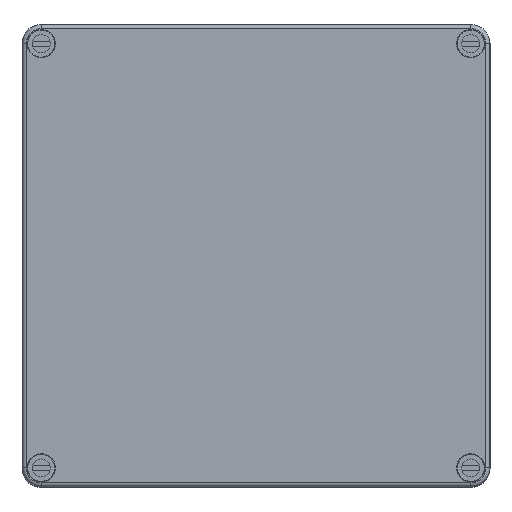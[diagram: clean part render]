
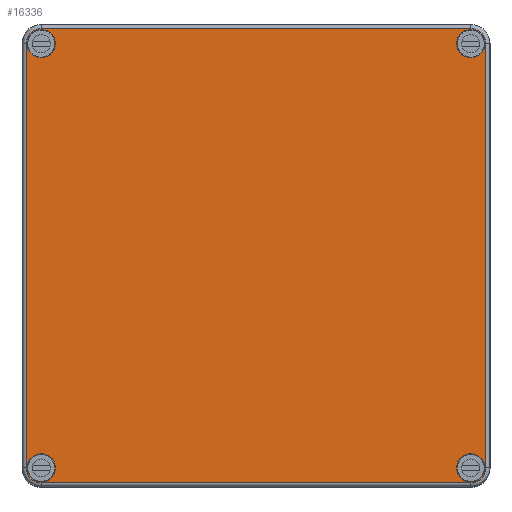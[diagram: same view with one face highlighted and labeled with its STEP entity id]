
A CAD part, top view. The second image highlights one B-rep face of the part: STEP entity #16336.
In plain terms, the highlighted planar face has unit normal (0, 0, 1).
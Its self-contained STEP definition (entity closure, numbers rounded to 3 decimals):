
#390 = AXIS2_PLACEMENT_3D ( 'NONE', #4293, #16615, #6041 ) ;
#526 = DIRECTION ( 'NONE',  ( -1., 0., 0. ) ) ;
#700 = VERTEX_POINT ( 'NONE', #20408 ) ;
#1108 = DIRECTION ( 'NONE',  ( 0., 0., -1. ) ) ;
#1195 = DIRECTION ( 'NONE',  ( -1., 0., 0. ) ) ;
#1308 = DIRECTION ( 'NONE',  ( 0., 0., -1. ) ) ;
#1584 = CIRCLE ( 'NONE', #8831, 5.5 ) ;
#1770 = CARTESIAN_POINT ( 'NONE',  ( 89., -82.5, 18. ) ) ;
#1839 = EDGE_CURVE ( 'NONE', #8981, #700, #15513, .T. ) ;
#1856 = ORIENTED_EDGE ( 'NONE', *, *, #11998, .T. ) ;
#1906 = CARTESIAN_POINT ( 'NONE',  ( -83.5, 82.5, 18. ) ) ;
#2069 = CARTESIAN_POINT ( 'NONE',  ( 83.5, 88.356, 18. ) ) ;
#2317 = CIRCLE ( 'NONE', #20405, 5.5 ) ;
#2536 = DIRECTION ( 'NONE',  ( 0., 0., -1. ) ) ;
#2668 = CIRCLE ( 'NONE', #17846, 5.5 ) ;
#2716 = CARTESIAN_POINT ( 'NONE',  ( -89.356, 82.5, 18. ) ) ;
#2948 = LINE ( 'NONE', #8211, #12292 ) ;
#2971 = ORIENTED_EDGE ( 'NONE', *, *, #12148, .T. ) ;
#3164 = VECTOR ( 'NONE', #15180, 1000. ) ;
#3299 = EDGE_CURVE ( 'NONE', #22705, #22438, #17682, .T. ) ;
#3348 = EDGE_LOOP ( 'NONE', ( #9806, #17260 ) ) ;
#3405 = CIRCLE ( 'NONE', #21974, 5.5 ) ;
#3683 = DIRECTION ( 'NONE',  ( 1., 0., 0. ) ) ;
#3905 = FACE_BOUND ( 'NONE', #7291, .T. ) ;
#4293 = CARTESIAN_POINT ( 'NONE',  ( -83.5, 82.5, 18. ) ) ;
#4311 = LINE ( 'NONE', #7318, #22437 ) ;
#4314 = ORIENTED_EDGE ( 'NONE', *, *, #14517, .T. ) ;
#4431 = FACE_BOUND ( 'NONE', #7546, .T. ) ;
#4463 = DIRECTION ( 'NONE',  ( 0., 0., -1. ) ) ;
#4581 = CARTESIAN_POINT ( 'NONE',  ( 83.5, -88.356, 18. ) ) ;
#4890 = CARTESIAN_POINT ( 'NONE',  ( -78., -82.5, 18. ) ) ;
#5384 = VERTEX_POINT ( 'NONE', #7136 ) ;
#5736 = CARTESIAN_POINT ( 'NONE',  ( 89.356, -82.5, 18. ) ) ;
#5800 = DIRECTION ( 'NONE',  ( 0., 0., -1. ) ) ;
#6041 = DIRECTION ( 'NONE',  ( -1., 0., 0. ) ) ;
#6318 = CARTESIAN_POINT ( 'NONE',  ( 89.356, 82.5, 18. ) ) ;
#6803 = EDGE_LOOP ( 'NONE', ( #15097, #18943, #21644, #19176, #17243, #1856, #12299, #10921 ) ) ;
#7136 = CARTESIAN_POINT ( 'NONE',  ( -78., 82.5, 18. ) ) ;
#7231 = CARTESIAN_POINT ( 'NONE',  ( 83.5, -82.5, 18. ) ) ;
#7291 = EDGE_LOOP ( 'NONE', ( #15291, #21851 ) ) ;
#7318 = CARTESIAN_POINT ( 'NONE',  ( 83.5, -88.356, 18. ) ) ;
#7334 = VERTEX_POINT ( 'NONE', #5736 ) ;
#7335 = CARTESIAN_POINT ( 'NONE',  ( 78., 82.5, 18. ) ) ;
#7389 = DIRECTION ( 'NONE',  ( 0., 0., -1. ) ) ;
#7546 = EDGE_LOOP ( 'NONE', ( #4314, #2971 ) ) ;
#8211 = CARTESIAN_POINT ( 'NONE',  ( -89.356, 82.5, 18. ) ) ;
#8316 = DIRECTION ( 'NONE',  ( 0., 0., -1. ) ) ;
#8562 = FACE_BOUND ( 'NONE', #17783, .T. ) ;
#8831 = AXIS2_PLACEMENT_3D ( 'NONE', #13070, #2536, #14846 ) ;
#8981 = VERTEX_POINT ( 'NONE', #1770 ) ;
#8994 = DIRECTION ( 'NONE',  ( 1., 0., 0. ) ) ;
#9060 = CARTESIAN_POINT ( 'NONE',  ( -89.356, -82.5, 18. ) ) ;
#9095 = DIRECTION ( 'NONE',  ( -1., 0., 0. ) ) ;
#9111 = FACE_OUTER_BOUND ( 'NONE', #6803, .T. ) ;
#9219 = AXIS2_PLACEMENT_3D ( 'NONE', #11613, #1108, #13418 ) ;
#9806 = ORIENTED_EDGE ( 'NONE', *, *, #1839, .T. ) ;
#9927 = VERTEX_POINT ( 'NONE', #22683 ) ;
#10501 = DIRECTION ( 'NONE',  ( 0., 0., -1. ) ) ;
#10921 = ORIENTED_EDGE ( 'NONE', *, *, #11695, .F. ) ;
#11016 = DIRECTION ( 'NONE',  ( 0., 0., -1. ) ) ;
#11452 = VERTEX_POINT ( 'NONE', #20519 ) ;
#11613 = CARTESIAN_POINT ( 'NONE',  ( 83.5, 82.5, 18. ) ) ;
#11695 = EDGE_CURVE ( 'NONE', #15317, #22162, #4311, .T. ) ;
#11717 = DIRECTION ( 'NONE',  ( 0., 0., -1. ) ) ;
#11810 = CARTESIAN_POINT ( 'NONE',  ( -83.5, -82.5, 18. ) ) ;
#11846 = EDGE_CURVE ( 'NONE', #19548, #17665, #1584, .T. ) ;
#11998 = EDGE_CURVE ( 'NONE', #22438, #18374, #2948, .T. ) ;
#12148 = EDGE_CURVE ( 'NONE', #22168, #12988, #2668, .T. ) ;
#12292 = VECTOR ( 'NONE', #20493, 1000. ) ;
#12299 = ORIENTED_EDGE ( 'NONE', *, *, #19492, .F. ) ;
#12319 = AXIS2_PLACEMENT_3D ( 'NONE', #18884, #8316, #20587 ) ;
#12988 = VERTEX_POINT ( 'NONE', #14636 ) ;
#13036 = EDGE_CURVE ( 'NONE', #11452, #7334, #17194, .T. ) ;
#13070 = CARTESIAN_POINT ( 'NONE',  ( -83.5, -82.5, 18. ) ) ;
#13210 = AXIS2_PLACEMENT_3D ( 'NONE', #1906, #14211, #3683 ) ;
#13418 = DIRECTION ( 'NONE',  ( -1., 0., 0. ) ) ;
#13495 = AXIS2_PLACEMENT_3D ( 'NONE', #22204, #11717, #1195 ) ;
#13601 = DIRECTION ( 'NONE',  ( -1., 0., 0. ) ) ;
#14029 = CARTESIAN_POINT ( 'NONE',  ( -89., -82.5, 18. ) ) ;
#14211 = DIRECTION ( 'NONE',  ( 0., 0., 1. ) ) ;
#14517 = EDGE_CURVE ( 'NONE', #12988, #22168, #3405, .T. ) ;
#14533 = AXIS2_PLACEMENT_3D ( 'NONE', #11810, #1308, #13601 ) ;
#14636 = CARTESIAN_POINT ( 'NONE',  ( 89., 82.5, 18. ) ) ;
#14846 = DIRECTION ( 'NONE',  ( -1., 0., 0. ) ) ;
#14966 = PLANE ( 'NONE',  #16691 ) ;
#15097 = ORIENTED_EDGE ( 'NONE', *, *, #20823, .T. ) ;
#15180 = DIRECTION ( 'NONE',  ( 0., -1., 0. ) ) ;
#15291 = ORIENTED_EDGE ( 'NONE', *, *, #11846, .T. ) ;
#15317 = VERTEX_POINT ( 'NONE', #4581 ) ;
#15513 = CIRCLE ( 'NONE', #12319, 5.5 ) ;
#15890 = EDGE_CURVE ( 'NONE', #9927, #5384, #19074, .T. ) ;
#16277 = ORIENTED_EDGE ( 'NONE', *, *, #19333, .T. ) ;
#16336 = ADVANCED_FACE ( 'NONE', ( #22556, #4431, #9111, #8562, #3905 ), #14966, .F. ) ;
#16370 = CARTESIAN_POINT ( 'NONE',  ( -83.5, -82.5, 18. ) ) ;
#16615 = DIRECTION ( 'NONE',  ( 0., 0., -1. ) ) ;
#16691 = AXIS2_PLACEMENT_3D ( 'NONE', #2716, #4463, #16783 ) ;
#16745 = CIRCLE ( 'NONE', #390, 5.5 ) ;
#16783 = DIRECTION ( 'NONE',  ( -1., 0., 0. ) ) ;
#16896 = CIRCLE ( 'NONE', #22746, 5.5 ) ;
#17194 = LINE ( 'NONE', #6318, #3164 ) ;
#17243 = ORIENTED_EDGE ( 'NONE', *, *, #3299, .T. ) ;
#17260 = ORIENTED_EDGE ( 'NONE', *, *, #21500, .T. ) ;
#17560 = CIRCLE ( 'NONE', #14533, 5.856 ) ;
#17665 = VERTEX_POINT ( 'NONE', #14029 ) ;
#17682 = CIRCLE ( 'NONE', #13210, 5.856 ) ;
#17783 = EDGE_LOOP ( 'NONE', ( #16277, #21710 ) ) ;
#17846 = AXIS2_PLACEMENT_3D ( 'NONE', #21033, #10501, #22759 ) ;
#17926 = CARTESIAN_POINT ( 'NONE',  ( 83.5, 82.5, 18. ) ) ;
#18135 = DIRECTION ( 'NONE',  ( -1., 0., 0. ) ) ;
#18228 = AXIS2_PLACEMENT_3D ( 'NONE', #7231, #19516, #8994 ) ;
#18374 = VERTEX_POINT ( 'NONE', #9060 ) ;
#18612 = CIRCLE ( 'NONE', #18228, 5.856 ) ;
#18884 = CARTESIAN_POINT ( 'NONE',  ( 83.5, -82.5, 18. ) ) ;
#18943 = ORIENTED_EDGE ( 'NONE', *, *, #13036, .F. ) ;
#19074 = CIRCLE ( 'NONE', #13495, 5.5 ) ;
#19176 = ORIENTED_EDGE ( 'NONE', *, *, #19779, .T. ) ;
#19333 = EDGE_CURVE ( 'NONE', #5384, #9927, #16745, .T. ) ;
#19492 = EDGE_CURVE ( 'NONE', #22162, #18374, #17560, .T. ) ;
#19516 = DIRECTION ( 'NONE',  ( 0., 0., 1. ) ) ;
#19548 = VERTEX_POINT ( 'NONE', #4890 ) ;
#19587 = CARTESIAN_POINT ( 'NONE',  ( -83.5, 88.356, 18. ) ) ;
#19598 = DIRECTION ( 'NONE',  ( -1., 0., 0. ) ) ;
#19690 = DIRECTION ( 'NONE',  ( -1., 0., 0. ) ) ;
#19779 = EDGE_CURVE ( 'NONE', #21074, #22705, #21361, .T. ) ;
#20405 = AXIS2_PLACEMENT_3D ( 'NONE', #21542, #11016, #526 ) ;
#20408 = CARTESIAN_POINT ( 'NONE',  ( 78., -82.5, 18. ) ) ;
#20493 = DIRECTION ( 'NONE',  ( 0., -1., 0. ) ) ;
#20504 = CIRCLE ( 'NONE', #9219, 5.856 ) ;
#20519 = CARTESIAN_POINT ( 'NONE',  ( 89.356, 82.5, 18. ) ) ;
#20523 = EDGE_CURVE ( 'NONE', #21074, #11452, #20504, .T. ) ;
#20587 = DIRECTION ( 'NONE',  ( -1., 0., 0. ) ) ;
#20823 = EDGE_CURVE ( 'NONE', #15317, #7334, #18612, .T. ) ;
#21033 = CARTESIAN_POINT ( 'NONE',  ( 83.5, 82.5, 18. ) ) ;
#21074 = VERTEX_POINT ( 'NONE', #21935 ) ;
#21361 = LINE ( 'NONE', #2069, #21902 ) ;
#21366 = CARTESIAN_POINT ( 'NONE',  ( -83.5, -88.356, 18. ) ) ;
#21500 = EDGE_CURVE ( 'NONE', #700, #8981, #2317, .T. ) ;
#21519 = EDGE_CURVE ( 'NONE', #17665, #19548, #16896, .T. ) ;
#21542 = CARTESIAN_POINT ( 'NONE',  ( 83.5, -82.5, 18. ) ) ;
#21644 = ORIENTED_EDGE ( 'NONE', *, *, #20523, .F. ) ;
#21710 = ORIENTED_EDGE ( 'NONE', *, *, #15890, .T. ) ;
#21851 = ORIENTED_EDGE ( 'NONE', *, *, #21519, .T. ) ;
#21902 = VECTOR ( 'NONE', #9095, 1000. ) ;
#21935 = CARTESIAN_POINT ( 'NONE',  ( 83.5, 88.356, 18. ) ) ;
#21974 = AXIS2_PLACEMENT_3D ( 'NONE', #17926, #7389, #19690 ) ;
#22162 = VERTEX_POINT ( 'NONE', #21366 ) ;
#22168 = VERTEX_POINT ( 'NONE', #7335 ) ;
#22192 = CARTESIAN_POINT ( 'NONE',  ( -89.356, 82.5, 18. ) ) ;
#22204 = CARTESIAN_POINT ( 'NONE',  ( -83.5, 82.5, 18. ) ) ;
#22437 = VECTOR ( 'NONE', #19598, 1000. ) ;
#22438 = VERTEX_POINT ( 'NONE', #22192 ) ;
#22556 = FACE_BOUND ( 'NONE', #3348, .T. ) ;
#22683 = CARTESIAN_POINT ( 'NONE',  ( -89., 82.5, 18. ) ) ;
#22705 = VERTEX_POINT ( 'NONE', #19587 ) ;
#22746 = AXIS2_PLACEMENT_3D ( 'NONE', #16370, #5800, #18135 ) ;
#22759 = DIRECTION ( 'NONE',  ( -1., 0., 0. ) ) ;
